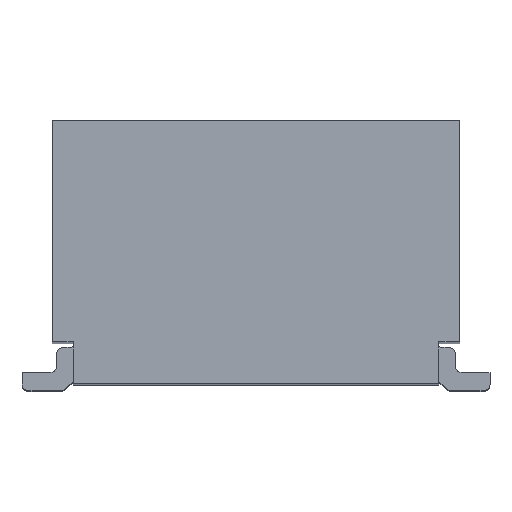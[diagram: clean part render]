
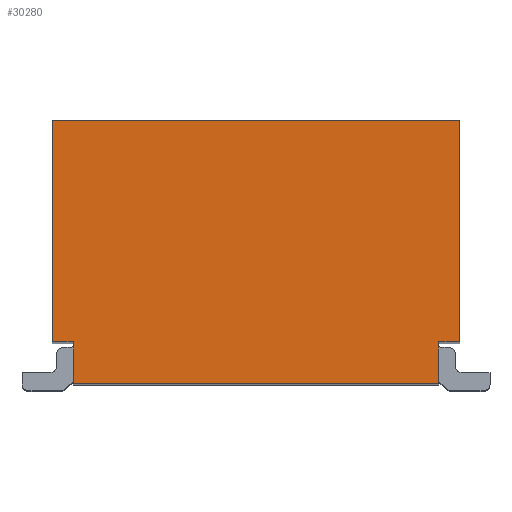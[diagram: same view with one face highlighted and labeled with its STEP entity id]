
A CAD part, top view. The second image highlights one B-rep face of the part: STEP entity #30280.
In plain terms, the highlighted planar face has unit normal (0, 0, 1).
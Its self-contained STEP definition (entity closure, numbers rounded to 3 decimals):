
#600=CARTESIAN_POINT('',(-1.32,-0.3,1.415));
#610=VERTEX_POINT('',#600);
#640=CARTESIAN_POINT('',(0.,-0.3,1.415));
#650=DIRECTION('',(-1.,0.,0.));
#660=VECTOR('',#650,1.);
#670=LINE('',#640,#660);
#680=CARTESIAN_POINT('',(-1.47,-0.3,1.415));
#690=VERTEX_POINT('',#680);
#700=EDGE_CURVE('',#610,#690,#670,.T.);
#2910=CARTESIAN_POINT('',(-1.47,-1.9,1.415));
#2920=VERTEX_POINT('',#2910);
#2950=CARTESIAN_POINT('',(0.,-1.9,1.415));
#2960=DIRECTION('',(-1.,0.,0.));
#2970=VECTOR('',#2960,1.);
#2980=LINE('',#2950,#2970);
#2990=CARTESIAN_POINT('',(1.47,-1.9,1.415));
#3000=VERTEX_POINT('',#2990);
#3010=EDGE_CURVE('',#3000,#2920,#2980,.T.);
#9760=CARTESIAN_POINT('',(1.47,-0.3,1.415));
#9770=VERTEX_POINT('',#9760);
#9800=CARTESIAN_POINT('',(0.,-0.3,1.415));
#9810=DIRECTION('',(-1.,0.,0.));
#9820=VECTOR('',#9810,1.);
#9830=LINE('',#9800,#9820);
#9840=CARTESIAN_POINT('',(1.32,-0.3,1.415));
#9850=VERTEX_POINT('',#9840);
#9860=EDGE_CURVE('',#9770,#9850,#9830,.T.);
#13840=CARTESIAN_POINT('',(1.32,0.,1.415));
#13850=DIRECTION('',(0.,-1.,0.));
#13860=VECTOR('',#13850,1.);
#13870=LINE('',#13840,#13860);
#13880=CARTESIAN_POINT('',(1.32,0.,1.415));
#13890=VERTEX_POINT('',#13880);
#13900=EDGE_CURVE('',#13890,#9850,#13870,.T.);
#18290=CARTESIAN_POINT('',(-1.47,0.,1.415));
#18300=DIRECTION('',(0.,1.,0.));
#18310=VECTOR('',#18300,1.);
#18320=LINE('',#18290,#18310);
#18330=EDGE_CURVE('',#2920,#690,#18320,.T.);
#26440=CARTESIAN_POINT('',(-1.32,0.,1.415));
#26450=DIRECTION('',(0.,1.,0.));
#26460=VECTOR('',#26450,1.);
#26470=LINE('',#26440,#26460);
#26480=CARTESIAN_POINT('',(-1.32,0.,1.415));
#26490=VERTEX_POINT('',#26480);
#26500=EDGE_CURVE('',#610,#26490,#26470,.T.);
#30030=CARTESIAN_POINT('',(0.67,-0.788,1.415));
#30040=DIRECTION('',(0.,0.,-1.));
#30050=DIRECTION('',(1.,0.,0.));
#30060=AXIS2_PLACEMENT_3D('',#30030,#30040,#30050);
#30070=PLANE('',#30060);
#30080=ORIENTED_EDGE('',*,*,#26500,.F.);
#30090=CARTESIAN_POINT('',(0.,0.,1.415));
#30100=DIRECTION('',(1.,0.,0.));
#30110=VECTOR('',#30100,1.);
#30120=LINE('',#30090,#30110);
#30130=EDGE_CURVE('',#26490,#13890,#30120,.T.);
#30140=ORIENTED_EDGE('',*,*,#30130,.F.);
#30150=ORIENTED_EDGE('',*,*,#13900,.F.);
#30160=ORIENTED_EDGE('',*,*,#9860,.T.);
#30170=CARTESIAN_POINT('',(1.47,0.,1.415));
#30180=DIRECTION('',(0.,1.,0.));
#30190=VECTOR('',#30180,1.);
#30200=LINE('',#30170,#30190);
#30210=EDGE_CURVE('',#3000,#9770,#30200,.T.);
#30220=ORIENTED_EDGE('',*,*,#30210,.T.);
#30230=ORIENTED_EDGE('',*,*,#3010,.F.);
#30240=ORIENTED_EDGE('',*,*,#18330,.F.);
#30250=ORIENTED_EDGE('',*,*,#700,.T.);
#30260=EDGE_LOOP('',(#30250,#30240,#30230,#30220,#30160,#30150,#30140,
#30080));
#30270=FACE_OUTER_BOUND('',#30260,.T.);
#30280=ADVANCED_FACE('',(#30270),#30070,.F.);
